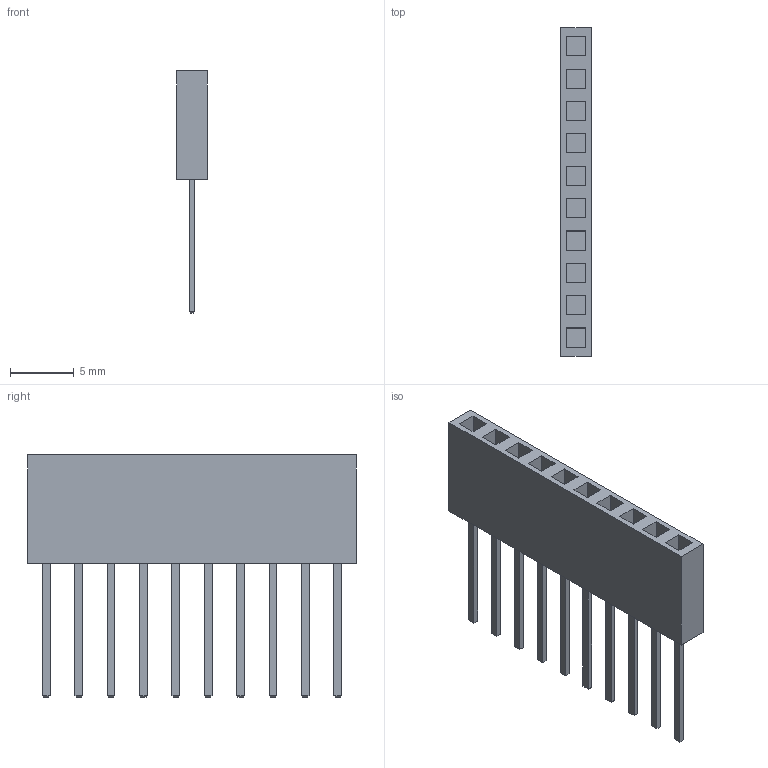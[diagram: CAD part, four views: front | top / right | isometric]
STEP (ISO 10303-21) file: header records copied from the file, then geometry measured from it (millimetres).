
FILE_DESCRIPTION(/* description */ (''),/* implementation_level */ '2;1');
FILE_NAME(/* name */ 'Schmartboard 920-0087-01 Headers for Arduino v1.step',/* time_stamp */ '2023-07-08T21:03:24+03:00',/* author */ (''),/* organization */ (''),/* preprocessor_version */ 'ST-DEVELOPER v19.2',/* originating_system */ 'Autodesk Translation Framework v12.6.0.85',/* authorisation */ '');
FILE_SCHEMA (('AUTOMOTIVE_DESIGN { 1 0 10303 214 3 1 1 }'));
Length unit declared in the file: millimetre
Products named in the file (1): Schmartboard 920-0087-01 Headers for Arduino
Bounding box: 2.4 x 25.8 x 19 mm (x, y, z)
Volume: 382.7 mm3; surface area: 1266.7 mm2
Topology: 11 solids, 11 shells, 156 faces, 332 edges, 208 vertices
Faces by surface type: plane 156
Entity records: 4093 total; most frequent: CARTESIAN_POINT 697, ORIENTED_EDGE 664, DIRECTION 646, LINE 332, VECTOR 332, EDGE_CURVE 332, VERTEX_POINT 208, EDGE_LOOP 166
